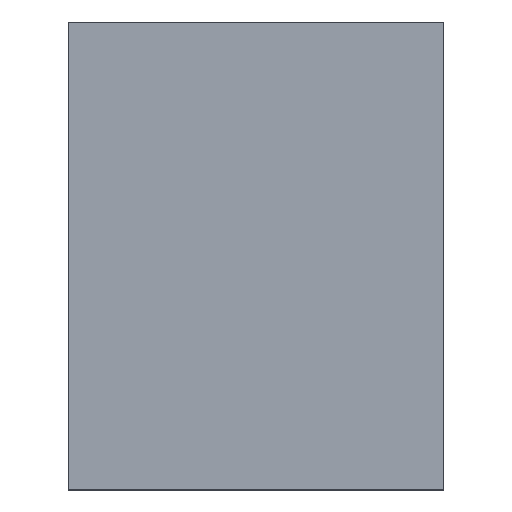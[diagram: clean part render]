
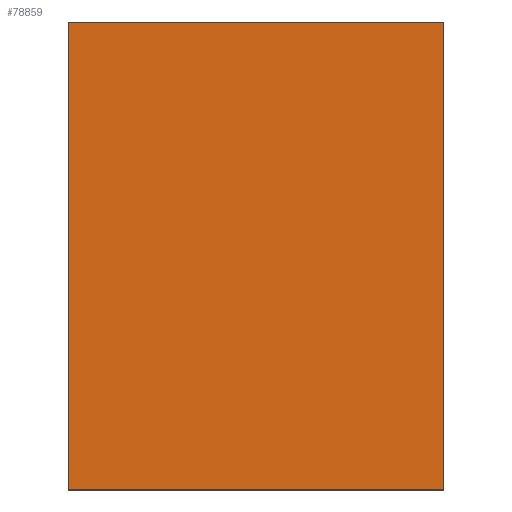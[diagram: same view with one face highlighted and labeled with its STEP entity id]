
A CAD part, top view. The second image highlights one B-rep face of the part: STEP entity #78859.
In plain terms, the highlighted planar face has unit normal (0, 0, 1).
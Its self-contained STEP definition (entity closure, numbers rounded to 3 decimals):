
#2199=PLANE('',#83309);
#5908=FACE_OUTER_BOUND('',#10167,.T.);
#10167=EDGE_LOOP('',(#51699,#51700,#51701,#51702));
#14779=LINE('',#112450,#22152);
#14780=LINE('',#112452,#22153);
#14781=LINE('',#112454,#22154);
#14782=LINE('',#112455,#22155);
#22152=VECTOR('',#90716,10.);
#22153=VECTOR('',#90717,10.);
#22154=VECTOR('',#90718,10.);
#22155=VECTOR('',#90719,10.);
#32416=VERTEX_POINT('',#112448);
#32417=VERTEX_POINT('',#112449);
#32418=VERTEX_POINT('',#112451);
#32419=VERTEX_POINT('',#112453);
#39996=EDGE_CURVE('',#32416,#32417,#14779,.T.);
#39997=EDGE_CURVE('',#32418,#32416,#14780,.T.);
#39998=EDGE_CURVE('',#32419,#32418,#14781,.T.);
#39999=EDGE_CURVE('',#32417,#32419,#14782,.T.);
#51699=ORIENTED_EDGE('',*,*,#39996,.F.);
#51700=ORIENTED_EDGE('',*,*,#39997,.F.);
#51701=ORIENTED_EDGE('',*,*,#39998,.F.);
#51702=ORIENTED_EDGE('',*,*,#39999,.F.);
#78859=ADVANCED_FACE('',(#5908),#2199,.F.);
#83309=AXIS2_PLACEMENT_3D('',#112447,#90714,#90715);
#90714=DIRECTION('center_axis',(0.,0.,
-1.));
#90715=DIRECTION('ref_axis',(0.,-1.,0.));
#90716=DIRECTION('',(0.,-1.,0.));
#90717=DIRECTION('',(1.,0.,0.));
#90718=DIRECTION('',(0.,1.,0.));
#90719=DIRECTION('',(-1.,0.,0.));
#112447=CARTESIAN_POINT('Origin',(0.,0.,
1.1));
#112448=CARTESIAN_POINT('',(265.,330.,1.1));
#112449=CARTESIAN_POINT('',(265.,-330.,1.1));
#112450=CARTESIAN_POINT('',(265.,330.,1.1));
#112451=CARTESIAN_POINT('',(-265.,330.,1.1));
#112452=CARTESIAN_POINT('',(-265.,330.,1.1));
#112453=CARTESIAN_POINT('',(-265.,-330.,1.1));
#112454=CARTESIAN_POINT('',(-265.,-330.,1.1));
#112455=CARTESIAN_POINT('',(265.,-330.,1.1));
